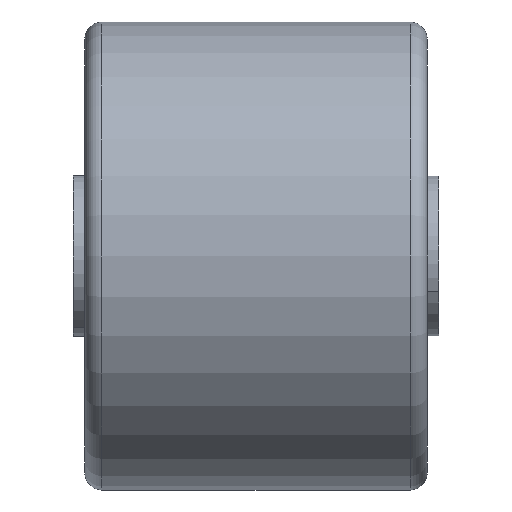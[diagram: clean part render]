
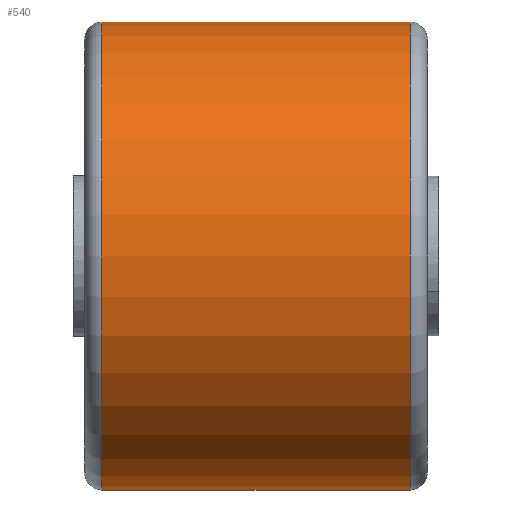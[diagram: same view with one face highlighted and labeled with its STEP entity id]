
A CAD part, front view. The second image highlights one B-rep face of the part: STEP entity #540.
In plain terms, the highlighted cylindrical face has radius 41 mm (diameter 82 mm), a partial arc.
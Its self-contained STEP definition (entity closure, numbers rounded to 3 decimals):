
#27 = VERTEX_POINT ( 'NONE', #1421 ) ;
#103 = DIRECTION ( 'NONE',  ( -1., 0., 0. ) ) ;
#148 = CARTESIAN_POINT ( 'NONE',  ( 3., 0., 0. ) ) ;
#178 = EDGE_CURVE ( 'NONE', #27, #398, #2280, .T. ) ;
#188 = DIRECTION ( 'NONE',  ( -1., 0., 0. ) ) ;
#297 = ORIENTED_EDGE ( 'NONE', *, *, #1483, .T. ) ;
#340 = DIRECTION ( 'NONE',  ( 1., 0., 0. ) ) ;
#398 = VERTEX_POINT ( 'NONE', #1759 ) ;
#540 = ADVANCED_FACE ( 'NONE', ( #1389 ), #679, .T. ) ;
#592 = EDGE_LOOP ( 'NONE', ( #1419, #297, #2273, #1192 ) ) ;
#679 = CYLINDRICAL_SURFACE ( 'NONE', #1490, 41. ) ;
#815 = LINE ( 'NONE', #2351, #1299 ) ;
#828 = AXIS2_PLACEMENT_3D ( 'NONE', #1597, #103, #1206 ) ;
#845 = CIRCLE ( 'NONE', #972, 41. ) ;
#855 = EDGE_CURVE ( 'NONE', #1927, #2391, #815, .T. ) ;
#873 = VECTOR ( 'NONE', #1091, 1000. ) ;
#904 = DIRECTION ( 'NONE',  ( 0., 0., 1. ) ) ;
#972 = AXIS2_PLACEMENT_3D ( 'NONE', #148, #340, #1823 ) ;
#1091 = DIRECTION ( 'NONE',  ( -1., 0., 0. ) ) ;
#1142 = CARTESIAN_POINT ( 'NONE',  ( 3., 0., 41. ) ) ;
#1174 = EDGE_CURVE ( 'NONE', #2391, #398, #845, .T. ) ;
#1192 = ORIENTED_EDGE ( 'NONE', *, *, #1174, .T. ) ;
#1206 = DIRECTION ( 'NONE',  ( 0., 0., 1. ) ) ;
#1299 = VECTOR ( 'NONE', #188, 1000. ) ;
#1389 = FACE_OUTER_BOUND ( 'NONE', #592, .T. ) ;
#1419 = ORIENTED_EDGE ( 'NONE', *, *, #178, .F. ) ;
#1421 = CARTESIAN_POINT ( 'NONE',  ( 57., 0., -41. ) ) ;
#1450 = CARTESIAN_POINT ( 'NONE',  ( 0., 0., 0. ) ) ;
#1483 = EDGE_CURVE ( 'NONE', #27, #1927, #1719, .T. ) ;
#1490 = AXIS2_PLACEMENT_3D ( 'NONE', #1450, #2324, #904 ) ;
#1496 = CARTESIAN_POINT ( 'NONE',  ( 57., 0., 41. ) ) ;
#1597 = CARTESIAN_POINT ( 'NONE',  ( 57., 0., 0. ) ) ;
#1719 = CIRCLE ( 'NONE', #828, 41. ) ;
#1759 = CARTESIAN_POINT ( 'NONE',  ( 3., 0., -41. ) ) ;
#1778 = CARTESIAN_POINT ( 'NONE',  ( 0., 0., -41. ) ) ;
#1823 = DIRECTION ( 'NONE',  ( 0., 0., -1. ) ) ;
#1927 = VERTEX_POINT ( 'NONE', #1496 ) ;
#2273 = ORIENTED_EDGE ( 'NONE', *, *, #855, .T. ) ;
#2280 = LINE ( 'NONE', #1778, #873 ) ;
#2324 = DIRECTION ( 'NONE',  ( -1., 0., 0. ) ) ;
#2351 = CARTESIAN_POINT ( 'NONE',  ( 0., 0., 41. ) ) ;
#2391 = VERTEX_POINT ( 'NONE', #1142 ) ;
